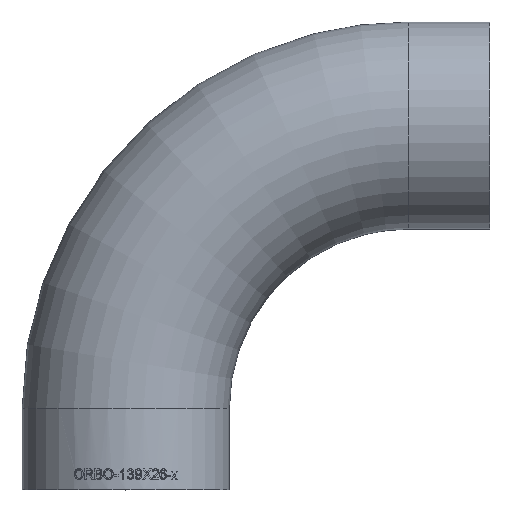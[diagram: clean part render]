
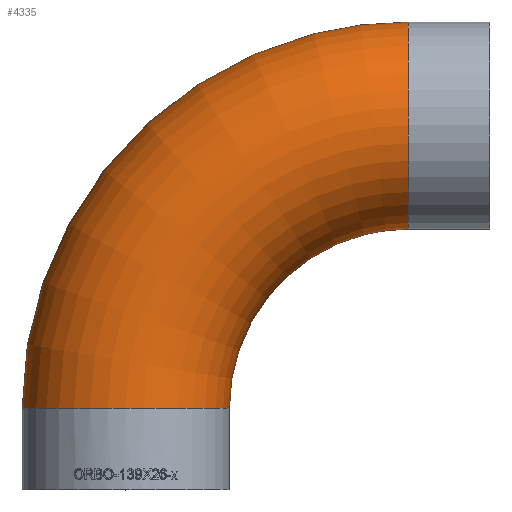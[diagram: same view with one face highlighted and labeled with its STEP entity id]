
A CAD part, top view. The second image highlights one B-rep face of the part: STEP entity #4335.
In plain terms, the highlighted toroidal (fillet/blend) face has major radius 190.5 mm and minor radius 69.85 mm.
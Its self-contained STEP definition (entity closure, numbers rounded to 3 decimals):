
#586 = ORIENTED_EDGE ( 'NONE', *, *, #26334, .F. ) ;
#896 = ORIENTED_EDGE ( 'NONE', *, *, #14235, .T. ) ;
#1361 = AXIS2_PLACEMENT_3D ( 'NONE', #23128, #18553, #1498 ) ;
#1498 = DIRECTION ( 'NONE',  ( -1., 0., 0. ) ) ;
#4335 = ADVANCED_FACE ( 'NONE', ( #8917, #8612 ), #4915, .T. ) ;
#4915 = TOROIDAL_SURFACE ( 'NONE', #1361, 190.5, 69.85 ) ;
#5952 = EDGE_LOOP ( 'NONE', ( #896 ) ) ;
#7859 = DIRECTION ( 'NONE',  ( 1., 0., 0. ) ) ;
#8612 = FACE_OUTER_BOUND ( 'NONE', #5952, .T. ) ;
#8917 = FACE_OUTER_BOUND ( 'NONE', #9284, .T. ) ;
#9270 = CARTESIAN_POINT ( 'NONE',  ( -190.5, 55., 69.85 ) ) ;
#9284 = EDGE_LOOP ( 'NONE', ( #586 ) ) ;
#10248 = CARTESIAN_POINT ( 'NONE',  ( -190.5, 55., 0. ) ) ;
#14235 = EDGE_CURVE ( 'NONE', #28521, #28521, #17071, .T. ) ;
#17071 = CIRCLE ( 'NONE', #26624, 69.85 ) ;
#18553 = DIRECTION ( 'NONE',  ( 0., 0., -1. ) ) ;
#19230 = VERTEX_POINT ( 'NONE', #26149 ) ;
#19249 = DIRECTION ( 'NONE',  ( 0., 0., 1. ) ) ;
#19282 = DIRECTION ( 'NONE',  ( 0., 1., 0. ) ) ;
#21816 = CIRCLE ( 'NONE', #29847, 69.85 ) ;
#23128 = CARTESIAN_POINT ( 'NONE',  ( 0., 55., 0. ) ) ;
#24301 = DIRECTION ( 'NONE',  ( 0., 0., 1. ) ) ;
#26149 = CARTESIAN_POINT ( 'NONE',  ( 0., 245.5, 69.85 ) ) ;
#26334 = EDGE_CURVE ( 'NONE', #19230, #19230, #21816, .T. ) ;
#26624 = AXIS2_PLACEMENT_3D ( 'NONE', #10248, #19282, #24301 ) ;
#28521 = VERTEX_POINT ( 'NONE', #9270 ) ;
#29455 = CARTESIAN_POINT ( 'NONE',  ( 0., 245.5, 0. ) ) ;
#29847 = AXIS2_PLACEMENT_3D ( 'NONE', #29455, #7859, #19249 ) ;
